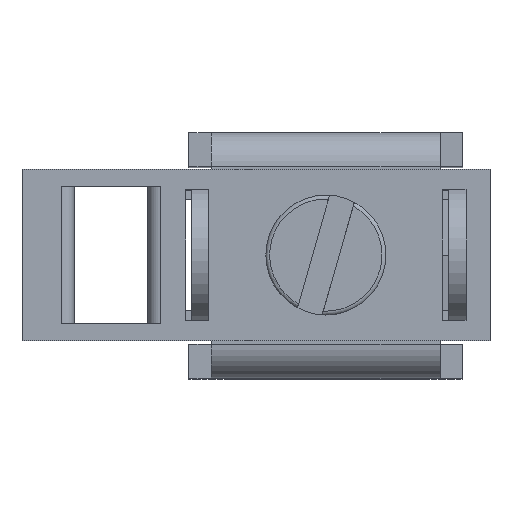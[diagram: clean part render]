
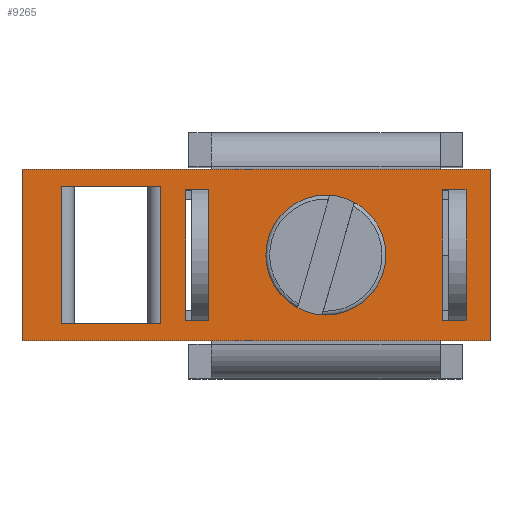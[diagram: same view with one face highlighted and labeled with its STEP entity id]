
A CAD part, top view. The second image highlights one B-rep face of the part: STEP entity #9265.
In plain terms, the highlighted planar face has unit normal (0, 0, 1).
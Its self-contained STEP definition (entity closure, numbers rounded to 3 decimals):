
#80=CIRCLE('',#9614,3.5);
#303=ORIENTED_EDGE('',*,*,#2155,.F.);
#304=ORIENTED_EDGE('',*,*,#2167,.F.);
#305=ORIENTED_EDGE('',*,*,#2151,.T.);
#306=ORIENTED_EDGE('',*,*,#2172,.F.);
#307=ORIENTED_EDGE('',*,*,#2149,.T.);
#308=ORIENTED_EDGE('',*,*,#2220,.F.);
#309=ORIENTED_EDGE('',*,*,#2159,.F.);
#310=ORIENTED_EDGE('',*,*,#2221,.F.);
#311=ORIENTED_EDGE('',*,*,#2222,.F.);
#312=ORIENTED_EDGE('',*,*,#2223,.F.);
#313=ORIENTED_EDGE('',*,*,#2163,.F.);
#314=ORIENTED_EDGE('',*,*,#2224,.F.);
#315=ORIENTED_EDGE('',*,*,#2225,.F.);
#316=ORIENTED_EDGE('',*,*,#2174,.T.);
#317=ORIENTED_EDGE('',*,*,#2180,.T.);
#318=ORIENTED_EDGE('',*,*,#2183,.T.);
#319=ORIENTED_EDGE('',*,*,#2185,.T.);
#2149=EDGE_CURVE('',#3135,#3135,#80,.T.);
#2151=EDGE_CURVE('',#3137,#3136,#3763,.T.);
#2155=EDGE_CURVE('',#3139,#3138,#3764,.T.);
#2159=EDGE_CURVE('',#3143,#3141,#3768,.T.);
#2163=EDGE_CURVE('',#3147,#3145,#3772,.T.);
#2167=EDGE_CURVE('',#3137,#3139,#3776,.T.);
#2172=EDGE_CURVE('',#3138,#3136,#3781,.T.);
#2174=EDGE_CURVE('',#3152,#3153,#3783,.T.);
#2180=EDGE_CURVE('',#3153,#3157,#3789,.T.);
#2183=EDGE_CURVE('',#3157,#3159,#3792,.T.);
#2185=EDGE_CURVE('',#3159,#3152,#3794,.T.);
#2220=EDGE_CURVE('',#3141,#3178,#3824,.T.);
#2221=EDGE_CURVE('',#3179,#3143,#3825,.T.);
#2222=EDGE_CURVE('',#3178,#3179,#3826,.T.);
#2223=EDGE_CURVE('',#3145,#3180,#3827,.T.);
#2224=EDGE_CURVE('',#3181,#3147,#3828,.T.);
#2225=EDGE_CURVE('',#3180,#3181,#3829,.T.);
#3135=VERTEX_POINT('',#11912);
#3136=VERTEX_POINT('',#11915);
#3137=VERTEX_POINT('',#11917);
#3138=VERTEX_POINT('',#11921);
#3139=VERTEX_POINT('',#11923);
#3141=VERTEX_POINT('',#11928);
#3143=VERTEX_POINT('',#11932);
#3145=VERTEX_POINT('',#11937);
#3147=VERTEX_POINT('',#11941);
#3152=VERTEX_POINT('',#11963);
#3153=VERTEX_POINT('',#11964);
#3157=VERTEX_POINT('',#11974);
#3159=VERTEX_POINT('',#11980);
#3178=VERTEX_POINT('',#12056);
#3179=VERTEX_POINT('',#12058);
#3180=VERTEX_POINT('',#12061);
#3181=VERTEX_POINT('',#12063);
#3763=LINE('',#11916,#4664);
#3764=LINE('',#11924,#4665);
#3768=LINE('',#11933,#4669);
#3772=LINE('',#11942,#4673);
#3776=LINE('',#11950,#4677);
#3781=LINE('',#11959,#4682);
#3783=LINE('',#11962,#4684);
#3789=LINE('',#11975,#4690);
#3792=LINE('',#11981,#4693);
#3794=LINE('',#11984,#4695);
#3824=LINE('',#12055,#4725);
#3825=LINE('',#12057,#4726);
#3826=LINE('',#12059,#4727);
#3827=LINE('',#12060,#4728);
#3828=LINE('',#12062,#4729);
#3829=LINE('',#12064,#4730);
#4664=VECTOR('',#10105,1000.);
#4665=VECTOR('',#10114,1000.);
#4669=VECTOR('',#10120,1000.);
#4673=VECTOR('',#10126,1000.);
#4677=VECTOR('',#10134,1000.);
#4682=VECTOR('',#10143,1000.);
#4684=VECTOR('',#10147,1000.);
#4690=VECTOR('',#10155,1000.);
#4693=VECTOR('',#10160,1000.);
#4695=VECTOR('',#10164,1000.);
#4725=VECTOR('',#10240,1000.);
#4726=VECTOR('',#10241,1000.);
#4727=VECTOR('',#10242,1000.);
#4728=VECTOR('',#10243,1000.);
#4729=VECTOR('',#10244,1000.);
#4730=VECTOR('',#10245,1000.);
#5576=EDGE_LOOP('',(#303,#304,#305,#306));
#5577=EDGE_LOOP('',(#307));
#5578=EDGE_LOOP('',(#308,#309,#310,#311));
#5579=EDGE_LOOP('',(#312,#313,#314,#315));
#5580=EDGE_LOOP('',(#316,#317,#318,#319));
#5969=FACE_BOUND('',#5576,.T.);
#5970=FACE_BOUND('',#5577,.T.);
#5971=FACE_BOUND('',#5578,.T.);
#5972=FACE_BOUND('',#5579,.T.);
#5973=FACE_BOUND('',#5580,.T.);
#6353=PLANE('',#9653);
#9265=ADVANCED_FACE('',(#5969,#5970,#5971,#5972,#5973),#6353,.F.);
#9614=AXIS2_PLACEMENT_3D('',#11911,#10099,#10100);
#9653=AXIS2_PLACEMENT_3D('',#12054,#10238,#10239);
#10099=DIRECTION('',(0.,0.,-1.));
#10100=DIRECTION('',(1.,0.,0.));
#10105=DIRECTION('',(0.,1.,0.));
#10114=DIRECTION('',(0.,1.,0.));
#10120=DIRECTION('',(1.,0.,0.));
#10126=DIRECTION('',(1.,0.,0.));
#10134=DIRECTION('',(1.,0.,0.));
#10143=DIRECTION('',(-1.,0.,0.));
#10147=DIRECTION('',(1.,0.,0.));
#10155=DIRECTION('',(0.,1.,0.));
#10160=DIRECTION('',(-1.,0.,0.));
#10164=DIRECTION('',(0.,-1.,0.));
#10238=DIRECTION('',(0.,0.,-1.));
#10239=DIRECTION('',(-1.,0.,0.));
#10240=DIRECTION('',(0.,1.,0.));
#10241=DIRECTION('',(0.,-1.,0.));
#10242=DIRECTION('',(-1.,0.,0.));
#10243=DIRECTION('',(0.,1.,0.));
#10244=DIRECTION('',(0.,-1.,0.));
#10245=DIRECTION('',(-1.,0.,0.));
#11911=CARTESIAN_POINT('',(4.075,0.,6.5));
#11912=CARTESIAN_POINT('',(7.575,0.,6.5));
#11915=CARTESIAN_POINT('',(-11.365,4.,6.5));
#11916=CARTESIAN_POINT('',(-11.365,-4.,6.5));
#11917=CARTESIAN_POINT('',(-11.365,-4.,6.5));
#11921=CARTESIAN_POINT('',(-5.565,4.,6.5));
#11923=CARTESIAN_POINT('',(-5.565,-4.,6.5));
#11924=CARTESIAN_POINT('',(-5.565,-4.,6.5));
#11928=CARTESIAN_POINT('',(-2.75,-3.8,6.5));
#11932=CARTESIAN_POINT('',(-4.1,-3.8,6.5));
#11933=CARTESIAN_POINT('',(-4.1,-3.8,6.5));
#11937=CARTESIAN_POINT('',(12.25,-3.8,6.5));
#11941=CARTESIAN_POINT('',(10.9,-3.8,6.5));
#11942=CARTESIAN_POINT('',(10.9,-3.8,6.5));
#11950=CARTESIAN_POINT('',(-13.65,-4.,6.5));
#11959=CARTESIAN_POINT('',(-13.65,4.,6.5));
#11962=CARTESIAN_POINT('',(-13.65,-5.,6.5));
#11963=CARTESIAN_POINT('',(-13.65,-5.,6.5));
#11964=CARTESIAN_POINT('',(13.65,-5.,6.5));
#11974=CARTESIAN_POINT('',(13.65,5.,6.5));
#11975=CARTESIAN_POINT('',(13.65,-5.,6.5));
#11980=CARTESIAN_POINT('',(-13.65,5.,6.5));
#11981=CARTESIAN_POINT('',(-13.65,5.,6.5));
#11984=CARTESIAN_POINT('',(-13.65,-5.,6.5));
#12054=CARTESIAN_POINT('',(-13.65,-5.,6.5));
#12055=CARTESIAN_POINT('',(-2.75,-3.8,6.5));
#12056=CARTESIAN_POINT('',(-2.75,3.8,6.5));
#12057=CARTESIAN_POINT('',(-4.1,-3.8,6.5));
#12058=CARTESIAN_POINT('',(-4.1,3.8,6.5));
#12059=CARTESIAN_POINT('',(-2.75,3.8,6.5));
#12060=CARTESIAN_POINT('',(12.25,-3.8,6.5));
#12061=CARTESIAN_POINT('',(12.25,3.8,6.5));
#12062=CARTESIAN_POINT('',(10.9,-3.8,6.5));
#12063=CARTESIAN_POINT('',(10.9,3.8,6.5));
#12064=CARTESIAN_POINT('',(12.25,3.8,6.5));
